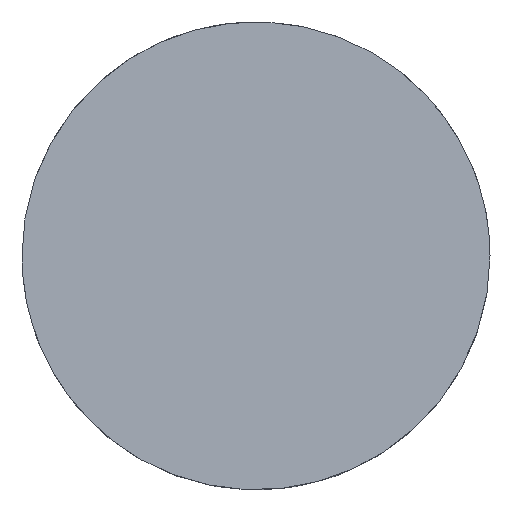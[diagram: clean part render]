
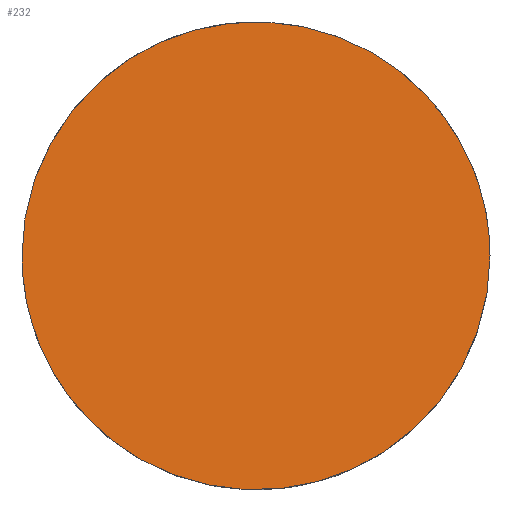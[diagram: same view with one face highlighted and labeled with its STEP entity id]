
A CAD part, top view. The second image highlights one B-rep face of the part: STEP entity #232.
In plain terms, the highlighted planar face has unit normal (0.197, 0, 0.98).
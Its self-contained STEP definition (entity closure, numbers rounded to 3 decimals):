
#4 = CARTESIAN_POINT ( 'NONE',  ( 12.5, 0., 3. ) ) ;
#21 = ORIENTED_EDGE ( 'NONE', *, *, #72, .F. ) ;
#27 = CARTESIAN_POINT ( 'NONE',  ( 12.5, 25., 3. ) ) ;
#40 = CARTESIAN_POINT ( 'NONE',  ( -12.5, 0., 8.018 ) ) ;
#60 = CARTESIAN_POINT ( 'NONE',  ( 12.5, -25., 3. ) ) ;
#72 = EDGE_CURVE ( 'NONE', #126, #189, #138, .T. ) ;
#79 = FACE_OUTER_BOUND ( 'NONE', #217, .T. ) ;
#86 = CARTESIAN_POINT ( 'NONE',  ( 12.5, -25., 3. ) ) ;
#95 = EDGE_CURVE ( 'NONE', #189, #126, #125, .T. ) ;
#107 = CARTESIAN_POINT ( 'NONE',  ( 12.5, 0., 3. ) ) ;
#112 = DIRECTION ( 'NONE',  ( -0.197, 0., -0.98 ) ) ;
#116 = CARTESIAN_POINT ( 'NONE',  ( 12.5, 0., 3. ) ) ;
#125 =( BOUNDED_CURVE ( )  B_SPLINE_CURVE ( 3, ( #116, #60, #202, #40 ),
 .UNSPECIFIED., .F., .T. ) 
 B_SPLINE_CURVE_WITH_KNOTS ( ( 4, 4 ),
 ( 0., 3.142 ),
 .UNSPECIFIED. ) 
 CURVE ( )  GEOMETRIC_REPRESENTATION_ITEM ( )  RATIONAL_B_SPLINE_CURVE ( ( 1., 0.333, 0.333, 1. ) ) 
 REPRESENTATION_ITEM ( '' )  );
#126 = VERTEX_POINT ( 'NONE', #245 ) ;
#138 =( BOUNDED_CURVE ( )  B_SPLINE_CURVE ( 3, ( #239, #178, #27, #4 ),
 .UNSPECIFIED., .F., .F. ) 
 B_SPLINE_CURVE_WITH_KNOTS ( ( 4, 4 ),
 ( 3.142, 6.283 ),
 .UNSPECIFIED. ) 
 CURVE ( )  GEOMETRIC_REPRESENTATION_ITEM ( )  RATIONAL_B_SPLINE_CURVE ( ( 1., 0.333, 0.333, 1. ) ) 
 REPRESENTATION_ITEM ( '' )  );
#141 = AXIS2_PLACEMENT_3D ( 'NONE', #86, #112, #213 ) ;
#178 = CARTESIAN_POINT ( 'NONE',  ( -12.5, 25., 8.018 ) ) ;
#188 = PLANE ( 'NONE',  #141 ) ;
#189 = VERTEX_POINT ( 'NONE', #107 ) ;
#202 = CARTESIAN_POINT ( 'NONE',  ( -12.5, -25., 8.018 ) ) ;
#213 = DIRECTION ( 'NONE',  ( -0.98, 0., 0.197 ) ) ;
#217 = EDGE_LOOP ( 'NONE', ( #21, #242 ) ) ;
#232 = ADVANCED_FACE ( 'NONE', ( #79 ), #188, .F. ) ;
#239 = CARTESIAN_POINT ( 'NONE',  ( -12.5, 0., 8.018 ) ) ;
#242 = ORIENTED_EDGE ( 'NONE', *, *, #95, .F. ) ;
#245 = CARTESIAN_POINT ( 'NONE',  ( -12.5, 0., 8.018 ) ) ;
